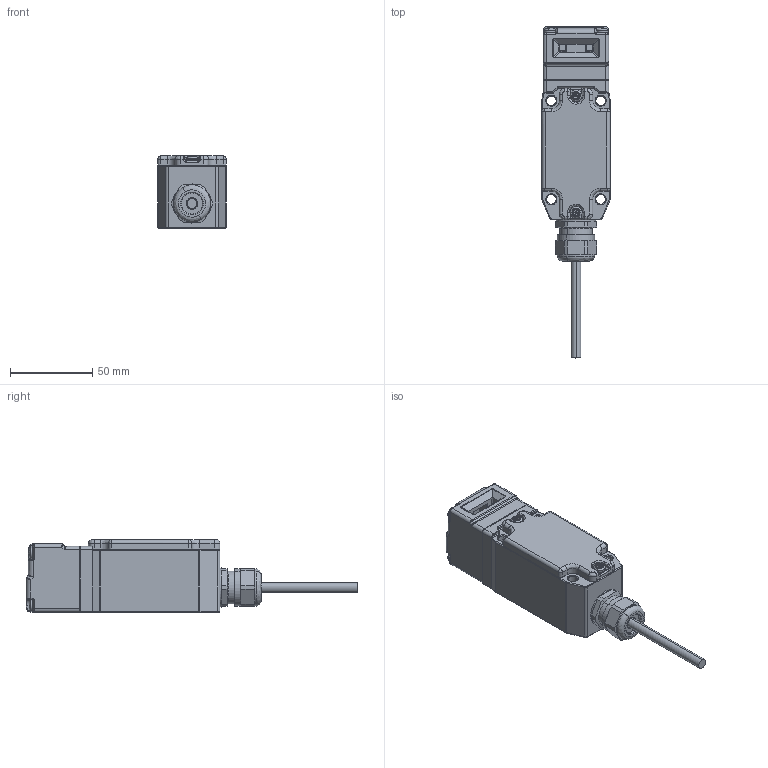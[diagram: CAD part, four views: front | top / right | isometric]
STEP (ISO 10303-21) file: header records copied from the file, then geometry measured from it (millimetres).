
FILE_DESCRIPTION (( 'STEP AP214' ), '1' );
FILE_NAME ('KM-SS-EX-204026.STEP', '2021-06-09T12:30:26', ( '' ), ( '' ), 'SwSTEP 2.0', 'SolidWorks 2021', '' );
FILE_SCHEMA (( 'AUTOMOTIVE_DESIGN' ));
Length unit declared in the file: inch
Products named in the file (1): KM-SS-EX-204026
Bounding box: 41.6 x 202 x 44 mm (x, y, z)
Volume: 90970.1 mm3; surface area: 64962.4 mm2
Topology: 19 solids, 19 shells, 2310 faces, 5511 edges, 3215 vertices
Faces by surface type: cylinder 859, plane 659, bspline 565, cone 227
Entity records: 83180 total; most frequent: CARTESIAN_POINT 33079, ORIENTED_EDGE 10848, DIRECTION 9974, EDGE_CURVE 5424, AXIS2_PLACEMENT_3D 3795, VERTEX_POINT 3215, EDGE_LOOP 2421, VECTOR 2384
